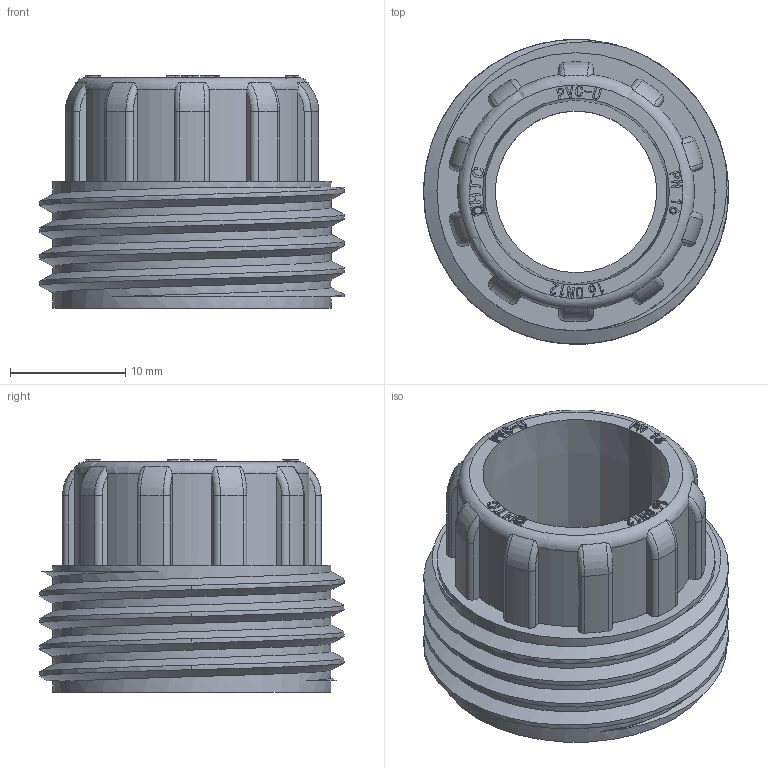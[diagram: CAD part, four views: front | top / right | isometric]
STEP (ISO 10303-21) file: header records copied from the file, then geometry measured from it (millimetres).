
FILE_DESCRIPTION(/* description */ (''),/* implementation_level */ '2;1');
FILE_NAME(/* name */ 'AF0600.SKM.016.step',/* time_stamp */ '2026-01-07T07:37:00+01:00',/* author */ (''),/* organization */ (''),/* preprocessor_version */ 'ST-DEVELOPER v20.1',/* originating_system */ 'Autodesk Translation Framework v14.21.0.0',/* authorisation */ '');
FILE_SCHEMA (('AUTOMOTIVE_DESIGN { 1 0 10303 214 3 1 1 }'));
Length unit declared in the file: millimetre
Products named in the file (1): 2026-01-07-06-15-48-066
Bounding box: 26.44 x 26.42 x 20.17 mm (x, y, z)
Volume: 4645.9 mm3; surface area: 3794.7 mm2
Topology: 1 solids, 1 shells, 838 faces, 2398 edges, 1584 vertices
Faces by surface type: plane 739, cylinder 59, bspline 28, torus 11, cone 1
Full cylindrical faces by diameter (mm): 0.593 x1, 0.79 x1, 14 x1, 16.2 x1, 21 x1, 24.117 x5, 26.441 x3
Entity records: 29929 total; most frequent: CARTESIAN_POINT 8175, ORIENTED_EDGE 4796, DIRECTION 4054, EDGE_CURVE 2398, LINE 2132, VECTOR 2132, VERTEX_POINT 1584, AXIS2_PLACEMENT_3D 961
